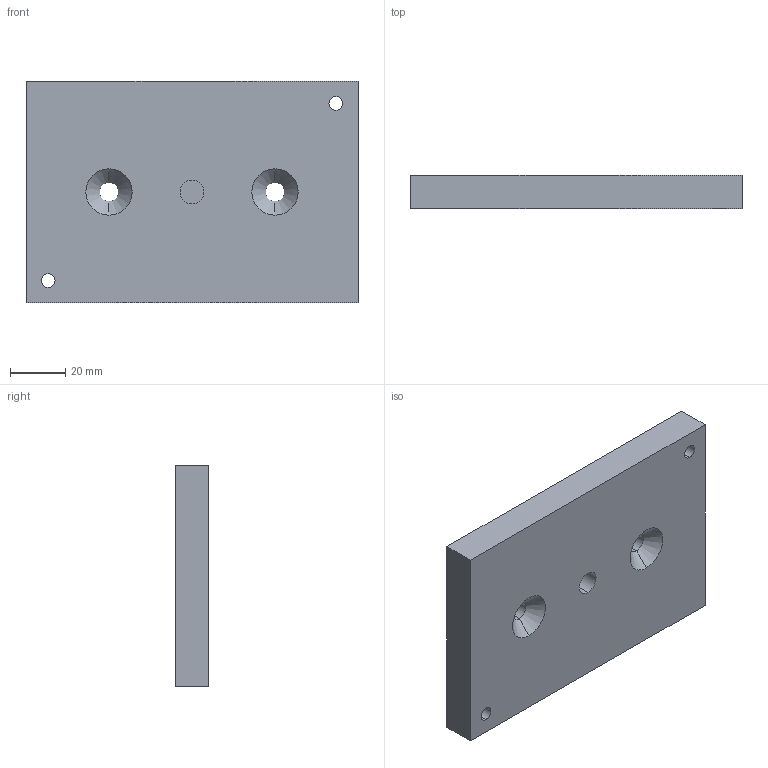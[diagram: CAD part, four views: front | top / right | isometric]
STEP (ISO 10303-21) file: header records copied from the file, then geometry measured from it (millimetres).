
FILE_DESCRIPTION (( 'STEP AP214' ), '1' );
FILE_NAME ('ARL-MOU01-01-A-EMPREINTE.STEP', '2023-01-26T10:28:25', ( 'T' ), ( 'F' ), 'SwSTEP 2.0', 'SolidWorks 2001340', '' );
FILE_SCHEMA (( 'AUTOMOTIVE_DESIGN' ));
Length unit declared in the file: millimetre
Products named in the file (1): ARL-MOU01-01-A-EMPREINTE
Bounding box: 120 x 12 x 80 mm (x, y, z)
Volume: 98243.5 mm3; surface area: 28768.6 mm2
Topology: 1 solids, 1 shells, 82 faces, 230 edges, 152 vertices
Faces by surface type: cylinder 42, plane 28, cone 8, bspline 4
Entity records: 2813 total; most frequent: CARTESIAN_POINT 599, DIRECTION 468, ORIENTED_EDGE 460, EDGE_CURVE 230, AXIS2_PLACEMENT_3D 169, VERTEX_POINT 152, LINE 130, VECTOR 130
